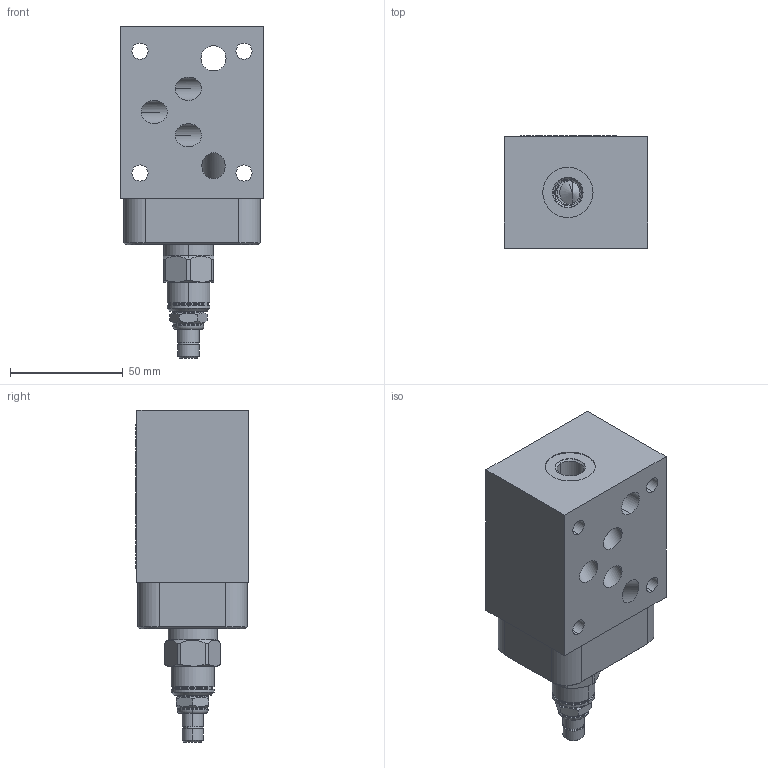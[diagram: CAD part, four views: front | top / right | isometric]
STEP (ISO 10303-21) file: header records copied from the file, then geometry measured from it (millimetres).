
FILE_DESCRIPTION((''),'2;1');
FILE_NAME('MANIFOLD_STP1_ASM','2010-01-04T',('Administrator'),(''),'PRO/ENGINEER BY PARAMETRIC TECHNOLOGY CORPORATION, 2006240','PRO/ENGINEER BY PARAMETRIC TECHNOLOGY CORPORATION, 2006240','');
FILE_SCHEMA(('CONFIG_CONTROL_DESIGN'));
Length unit declared in the file: inch
Products named in the file (3): 151201003F_PRT; RPECLAN-CBE-M_CART_PRT; MANIFOLD_STP1_ASM
Assembly tree (2 placements, depth 2):
  MANIFOLD_STP1_ASM
    151201003F_PRT
    RPECLAN-CBE-M_CART_PRT
Bounding box: 63.5 x 49.76 x 146.94 mm (x, y, z)
Surface area: 53757.1 mm2 (no closed solid volume)
Topology: 0 solids, 14 shells, 284 faces, 684 edges, 426 vertices
Faces by surface type: cylinder 112, plane 59, torus 53, cone 51, sphere 9
Entity records: 9088 total; most frequent: CARTESIAN_POINT 2174, DIRECTION 1561, ORIENTED_EDGE 1344, EDGE_CURVE 680, AXIS2_PLACEMENT_3D 670, VERTEX_POINT 426, CIRCLE 381, EDGE_LOOP 333
